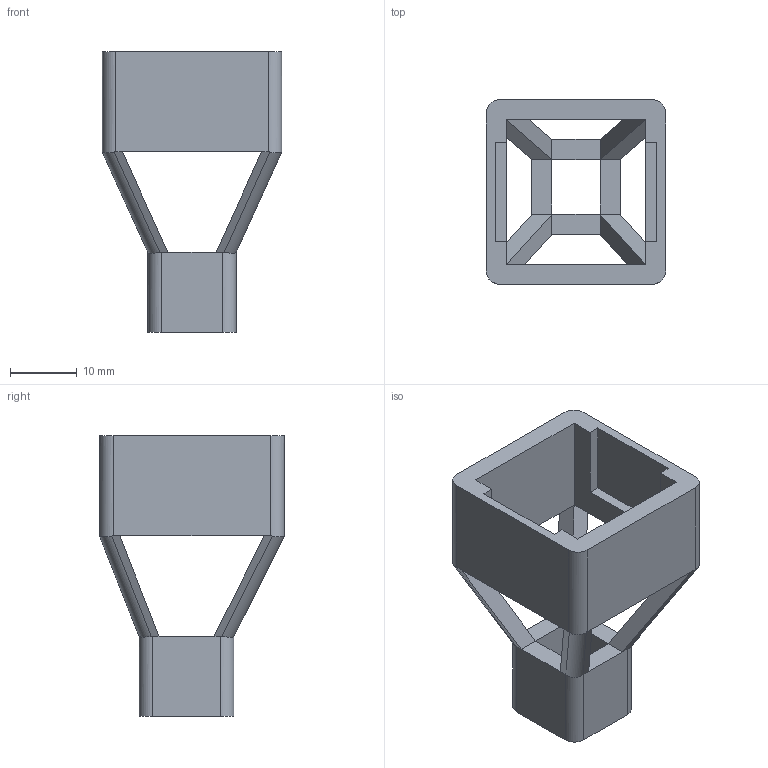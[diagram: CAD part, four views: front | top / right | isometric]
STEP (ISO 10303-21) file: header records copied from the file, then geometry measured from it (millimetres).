
FILE_DESCRIPTION (( 'STEP AP214' ), '1' );
FILE_NAME ('slicer_shaft_supporter.STEP', '2025-10-02T14:48:45', ( '' ), ( '' ), 'SwSTEP 2.0', 'SolidWorks 2025', '' );
FILE_SCHEMA (( 'AUTOMOTIVE_DESIGN' ));
Length unit declared in the file: millimetre
Products named in the file (1): slicer_shaft_supporter
Bounding box: 26.85 x 27.65 x 42 mm (x, y, z)
Volume: 5769 mm3; surface area: 5419.9 mm2
Topology: 1 solids, 1 shells, 66 faces, 172 edges, 100 vertices
Faces by surface type: plane 54, cylinder 12
Entity records: 2059 total; most frequent: CARTESIAN_POINT 487, ORIENTED_EDGE 344, DIRECTION 290, EDGE_CURVE 172, LINE 140, VECTOR 140, VERTEX_POINT 100, AXIS2_PLACEMENT_3D 75
